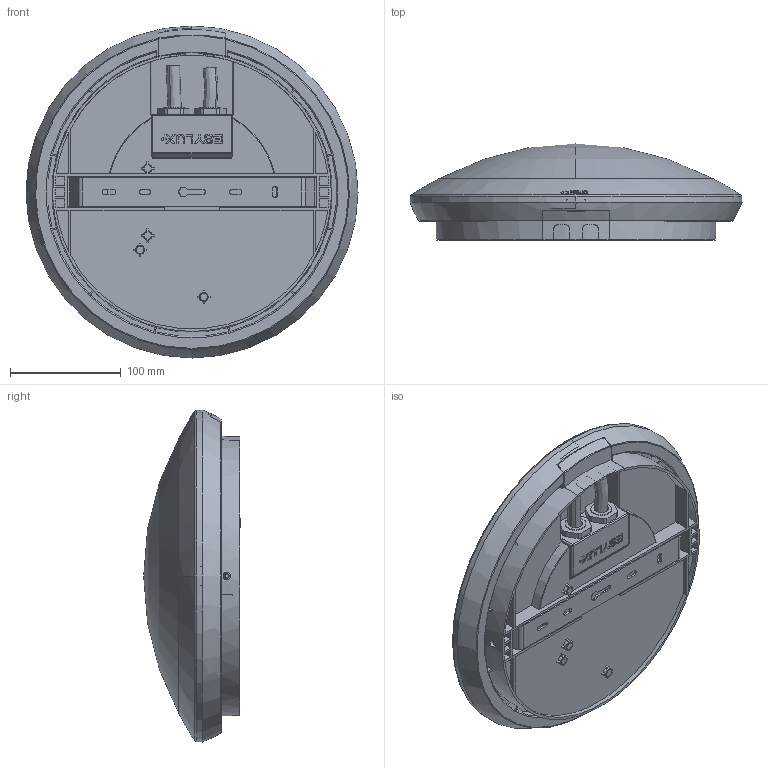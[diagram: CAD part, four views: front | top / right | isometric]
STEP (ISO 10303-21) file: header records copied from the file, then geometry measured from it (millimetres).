
FILE_DESCRIPTION(/* description */ (''),/* implementation_level */ '2;1');
FILE_NAME(/* name */ 'ST706FA-250107.stp',/* time_stamp */ '2025-01-07T10:53:56+08:00',/* author */ (''),/* organization */ (''),/* preprocessor_version */ 'ST-DEVELOPER v16.7',/* originating_system */ 'SIEMENS PLM Software NX 12.0',/* authorisation */ '');
FILE_SCHEMA (('AUTOMOTIVE_DESIGN { 1 0 10303 214 3 1 1 1 }'));
Products named in the file (1): Admi3FD42EEAoziz
Bounding box: 300 x 87.3 x 300 mm (x, y, z)
Volume: 752179.3 mm3; surface area: 830437.7 mm2
Topology: 31 solids, 31 shells, 6724 faces, 18510 edges, 12187 vertices
Faces by surface type: plane 5109, cylinder 981, bspline 221, torus 194, cone 170, sphere 49
Entity records: 244977 total; most frequent: CARTESIAN_POINT 71772, ORIENTED_EDGE 36984, DIRECTION 32741, EDGE_CURVE 18492, LINE 14425, VECTOR 14425, VERTEX_POINT 12187, AXIS2_PLACEMENT_3D 9158
